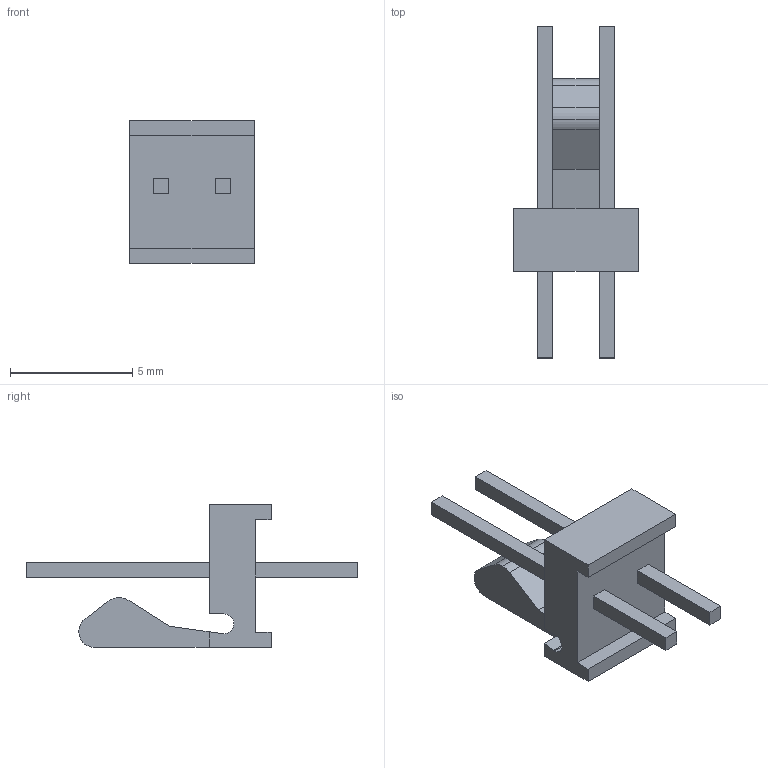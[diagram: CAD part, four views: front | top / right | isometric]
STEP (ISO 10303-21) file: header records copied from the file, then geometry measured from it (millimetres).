
FILE_DESCRIPTION(('STEP AP214'),'1');
FILE_NAME('640456-2.stp','2018-10-31T00:22:40',('TraceParts'),('TraceParts S.A.'),'Spatial InterOp 3D',' ',' ');
FILE_SCHEMA(('automotive_design'));
Length unit declared in the file: millimetre
Products named in the file (1): 640456-2
Bounding box: 5.08 x 13.59 x 5.84 mm (x, y, z)
Volume: 83.6 mm3; surface area: 224.8 mm2
Topology: 1 solids, 1 shells, 43 faces, 111 edges, 74 vertices
Faces by surface type: plane 38, cylinder 5
Entity records: 1310 total; most frequent: CARTESIAN_POINT 229, ORIENTED_EDGE 222, DIRECTION 209, EDGE_CURVE 111, LINE 101, VECTOR 101, VERTEX_POINT 74, AXIS2_PLACEMENT_3D 54
